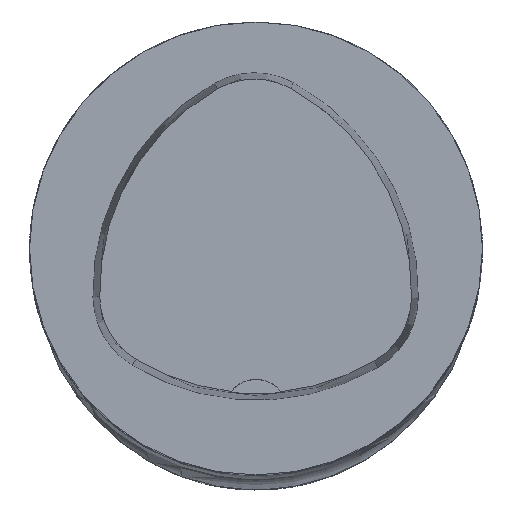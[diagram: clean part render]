
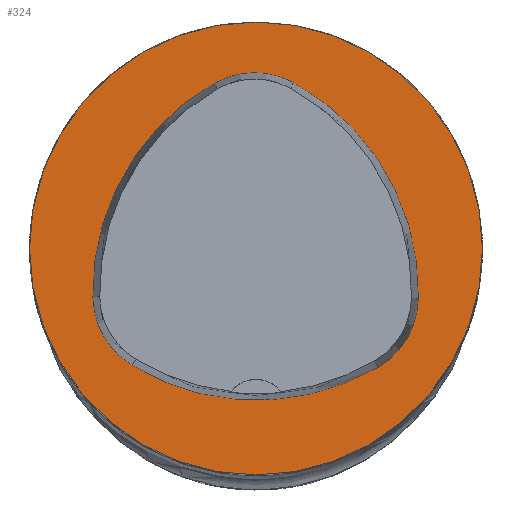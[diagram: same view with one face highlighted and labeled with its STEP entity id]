
A CAD part, top view. The second image highlights one B-rep face of the part: STEP entity #324.
In plain terms, the highlighted planar face has unit normal (0, 0, 1).
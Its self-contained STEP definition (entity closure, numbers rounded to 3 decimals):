
#324=ADVANCED_FACE('',(#393,#394),#359,.T.);
#359=PLANE('',#1105);
#393=FACE_BOUND('',#444,.T.);
#394=FACE_BOUND('',#445,.T.);
#444=EDGE_LOOP('',(#645,#646,#647,#648,#649,#650));
#445=EDGE_LOOP('',(#651));
#645=ORIENTED_EDGE('',*,*,#909,.T.);
#646=ORIENTED_EDGE('',*,*,#889,.T.);
#647=ORIENTED_EDGE('',*,*,#893,.T.);
#648=ORIENTED_EDGE('',*,*,#896,.T.);
#649=ORIENTED_EDGE('',*,*,#899,.T.);
#650=ORIENTED_EDGE('',*,*,#907,.T.);
#651=ORIENTED_EDGE('',*,*,#873,.F.);
#773=VERTEX_POINT('',#1683);
#784=VERTEX_POINT('',#1729);
#785=VERTEX_POINT('',#1730);
#788=VERTEX_POINT('',#1738);
#790=VERTEX_POINT('',#1744);
#792=VERTEX_POINT('',#1750);
#799=VERTEX_POINT('',#1771);
#873=EDGE_CURVE('',#773,#773,#952,.T.);
#889=EDGE_CURVE('',#784,#785,#955,.T.);
#893=EDGE_CURVE('',#785,#788,#957,.T.);
#896=EDGE_CURVE('',#788,#790,#959,.T.);
#899=EDGE_CURVE('',#790,#792,#961,.T.);
#907=EDGE_CURVE('',#792,#799,#965,.T.);
#909=EDGE_CURVE('',#799,#784,#967,.T.);
#952=CIRCLE('',#1071,50.);
#955=CIRCLE('',#1083,53.);
#957=CIRCLE('',#1086,18.);
#959=CIRCLE('',#1089,53.);
#961=CIRCLE('',#1092,18.);
#965=CIRCLE('',#1097,53.);
#967=CIRCLE('',#1100,18.);
#1071=AXIS2_PLACEMENT_3D('',#1682,#1264,#1265);
#1083=AXIS2_PLACEMENT_3D('',#1728,#1294,#1295);
#1086=AXIS2_PLACEMENT_3D('',#1737,#1302,#1303);
#1089=AXIS2_PLACEMENT_3D('',#1743,#1309,#1310);
#1092=AXIS2_PLACEMENT_3D('',#1749,#1316,#1317);
#1097=AXIS2_PLACEMENT_3D('',#1772,#1328,#1329);
#1100=AXIS2_PLACEMENT_3D('',#1775,#1334,#1335);
#1105=AXIS2_PLACEMENT_3D('',#1780,#1344,#1345);
#1264=DIRECTION('',(0.,0.,-1.));
#1265=DIRECTION('',(-1.,0.,0.));
#1294=DIRECTION('',(0.,0.,-1.));
#1295=DIRECTION('',(-1.,0.,0.));
#1302=DIRECTION('',(0.,0.,-1.));
#1303=DIRECTION('',(-1.,0.,0.));
#1309=DIRECTION('',(0.,0.,-1.));
#1310=DIRECTION('',(-1.,0.,0.));
#1316=DIRECTION('',(0.,0.,-1.));
#1317=DIRECTION('',(-1.,0.,0.));
#1328=DIRECTION('',(0.,0.,-1.));
#1329=DIRECTION('',(-1.,0.,0.));
#1334=DIRECTION('',(0.,0.,-1.));
#1335=DIRECTION('',(-1.,0.,0.));
#1344=DIRECTION('',(0.,0.,1.));
#1345=DIRECTION('',(1.,0.,0.));
#1682=CARTESIAN_POINT('',(0.,0.,0.));
#1683=CARTESIAN_POINT('',(-50.,0.,0.));
#1728=CARTESIAN_POINT('',(16.978,-9.621,0.));
#1729=CARTESIAN_POINT('',(-36.009,-10.801,0.));
#1730=CARTESIAN_POINT('',(-9.238,36.441,0.));
#1737=CARTESIAN_POINT('',(-0.334,20.797,0.));
#1738=CARTESIAN_POINT('',(8.312,36.585,0.));
#1743=CARTESIAN_POINT('',(-17.147,-9.9,0.));
#1744=CARTESIAN_POINT('',(35.839,-11.094,0.));
#1749=CARTESIAN_POINT('',(17.844,-10.688,0.));
#1750=CARTESIAN_POINT('',(26.94,-26.221,0.));
#1771=CARTESIAN_POINT('',(-27.358,-25.784,0.));
#1772=CARTESIAN_POINT('',(0.157,19.514,0.));
#1775=CARTESIAN_POINT('',(-18.013,-10.4,0.));
#1780=CARTESIAN_POINT('',(0.,0.,0.));
